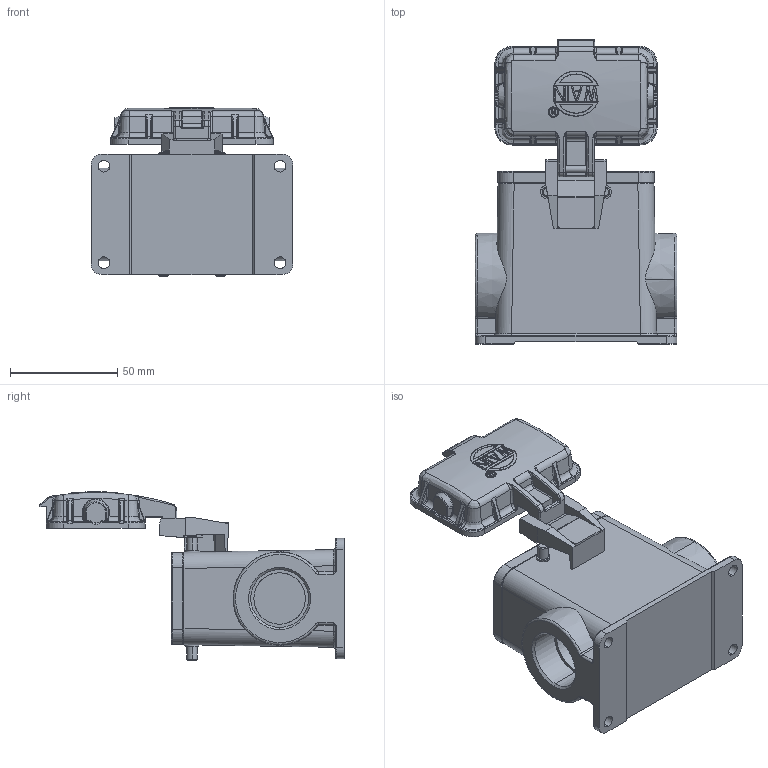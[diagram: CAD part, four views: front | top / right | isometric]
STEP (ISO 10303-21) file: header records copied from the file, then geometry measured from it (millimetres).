
FILE_DESCRIPTION (( 'STEP AP203' ), '1' );
FILE_NAME ('H10B-SFH-4B-MCV-PG21.STP', '2017-07-20T12:42:51', ( '微软用户' ), ( '微软中国' ), 'SwSTEP 2.0', 'SolidWorks 2012', '' );
FILE_SCHEMA (( 'CONFIG_CONTROL_DESIGN' ));
Length unit declared in the file: millimetre
Products named in the file (1): H10B-SFH-4B-MCV-PG21
Bounding box: 94 x 141.57 x 78.45 mm (x, y, z)
Volume: 158660.4 mm3; surface area: 65531.7 mm2
Topology: 1 solids, 1 shells, 1125 faces, 2750 edges, 1664 vertices
Faces by surface type: cylinder 386, bspline 381, plane 303, cone 43, torus 12
Entity records: 49667 total; most frequent: CARTESIAN_POINT 26896, ORIENTED_EDGE 5492, DIRECTION 3648, EDGE_CURVE 2746, VERTEX_POINT 1664, AXIS2_PLACEMENT_3D 1303, EDGE_LOOP 1180, FACE_OUTER_BOUND 1125
